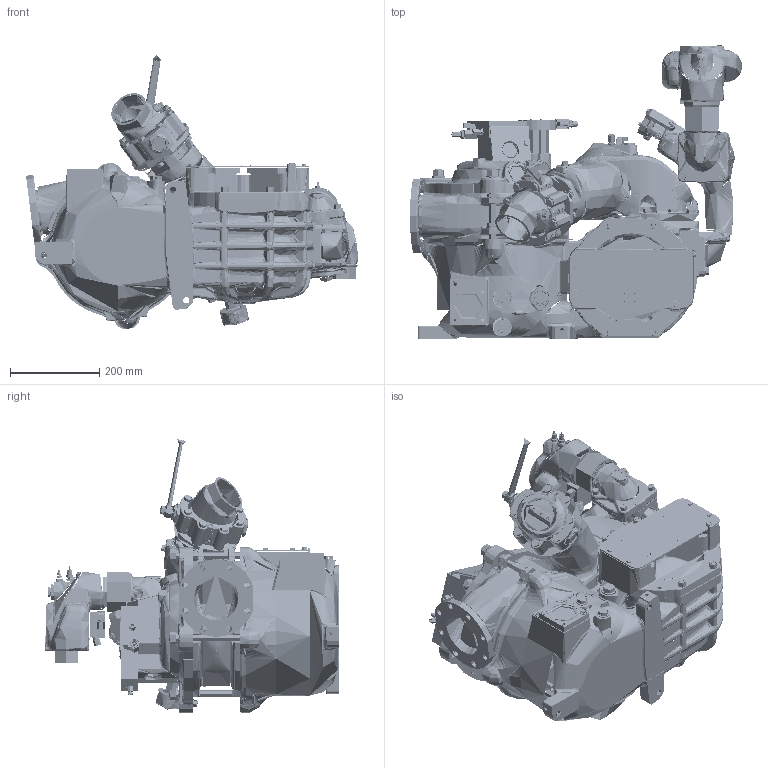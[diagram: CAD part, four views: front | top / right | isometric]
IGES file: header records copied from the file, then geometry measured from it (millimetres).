
Start section: SolidWorks IGES file using analytic representation for surfaces
Global section: file name: GMVZ1004-J mit FHPE-D_LA100-M_LADO-3_VA80-2M_DKRSTP.IGS; native system: SolidWorks 2010; preprocessor: SolidWorks 2010; author: LarsenR; date: 121217.140342; units: millimetre
Bounding box: 745.15 x 661.5 x 615.12 mm (x, y, z)
Surface area: 2412574.4 mm2 (no closed solid volume)
Topology: 0 solids, 0 shells, 5746 faces, 101724 edges, 101545 vertices
Faces by surface type: bspline 3633, revolution 2113
